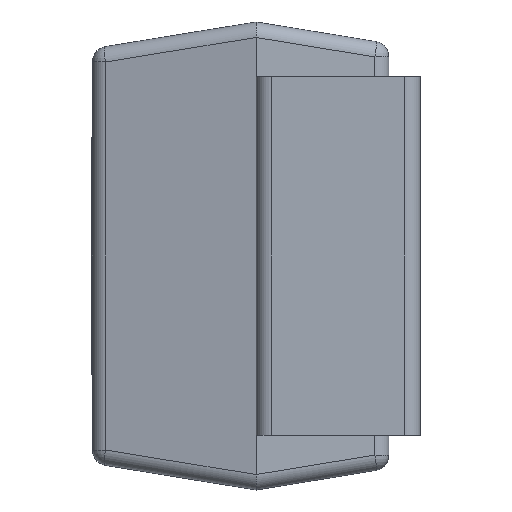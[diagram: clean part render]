
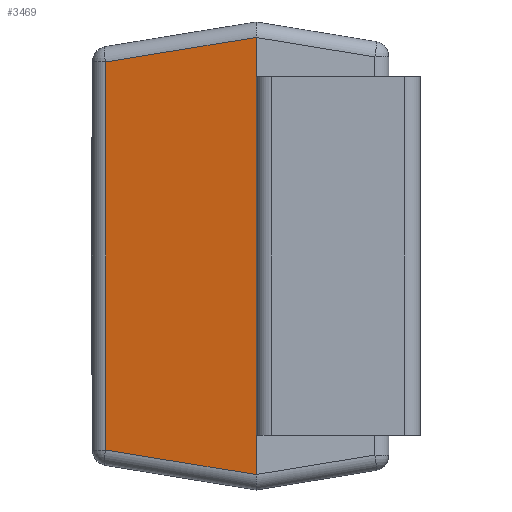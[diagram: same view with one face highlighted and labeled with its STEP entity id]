
A CAD part, left-side view. The second image highlights one B-rep face of the part: STEP entity #3469.
In plain terms, the highlighted planar face has unit normal (-0.987, 0.16, 0).
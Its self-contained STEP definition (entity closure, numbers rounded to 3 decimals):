
#92=ELLIPSE('',#3823,0.381,0.1);
#95=ELLIPSE('',#3871,0.381,0.1);
#211=PLANE('',#3874);
#346=LINE('',#4968,#676);
#348=LINE('',#4971,#678);
#369=LINE('',#5041,#699);
#377=LINE('',#5068,#707);
#676=VECTOR('',#4199,10.);
#678=VECTOR('',#4203,10.);
#699=VECTOR('',#4272,10.);
#707=VECTOR('',#4292,1000.);
#1062=FACE_OUTER_BOUND('',#1260,.T.);
#1260=EDGE_LOOP('',(#2529,#2530,#2531,#2532,#2533,#2534));
#1506=VERTEX_POINT('',#4901);
#1509=VERTEX_POINT('',#4907);
#1511=VERTEX_POINT('',#4921);
#1523=VERTEX_POINT('',#4963);
#1538=VERTEX_POINT('',#5040);
#1541=VERTEX_POINT('',#5059);
#1860=EDGE_CURVE('',#1509,#1506,#92,.T.);
#1880=EDGE_CURVE('',#1511,#1523,#346,.T.);
#1882=EDGE_CURVE('',#1523,#1509,#348,.T.);
#1914=EDGE_CURVE('',#1538,#1511,#369,.T.);
#1920=EDGE_CURVE('',#1541,#1538,#95,.T.);
#1924=EDGE_CURVE('',#1541,#1506,#377,.T.);
#2529=ORIENTED_EDGE('',*,*,#1860,.F.);
#2530=ORIENTED_EDGE('',*,*,#1882,.F.);
#2531=ORIENTED_EDGE('',*,*,#1880,.F.);
#2532=ORIENTED_EDGE('',*,*,#1914,.F.);
#2533=ORIENTED_EDGE('',*,*,#1920,.F.);
#2534=ORIENTED_EDGE('',*,*,#1924,.T.);
#3469=ADVANCED_FACE('',(#1062),#211,.T.);
#3823=AXIS2_PLACEMENT_3D('',#4918,#4152,#4153);
#3871=AXIS2_PLACEMENT_3D('',#5061,#4281,#4282);
#3874=AXIS2_PLACEMENT_3D('',#5067,#4290,#4291);
#4152=DIRECTION('center_axis',(0.987,-0.16,0.));
#4153=DIRECTION('ref_axis',(-0.158,-0.973,-0.166));
#4199=DIRECTION('',(0.,0.,1.));
#4203=DIRECTION('',(-0.158,-0.974,0.159));
#4272=DIRECTION('',(0.158,0.974,0.159));
#4281=DIRECTION('center_axis',(0.987,-0.16,0.));
#4282=DIRECTION('ref_axis',(-0.158,-0.973,0.166));
#4290=DIRECTION('center_axis',(-0.987,0.16,0.));
#4291=DIRECTION('ref_axis',(-0.16,-0.987,0.));
#4292=DIRECTION('',(0.,0.,1.));
#4901=CARTESIAN_POINT('',(0.,1.05,-0.1));
#4907=CARTESIAN_POINT('',(0.,1.05,-0.099));
#4918=CARTESIAN_POINT('Origin',(0.06,1.421,-0.041));
#4921=CARTESIAN_POINT('',(0.157,2.016,-2.744));
#4963=CARTESIAN_POINT('',(0.157,2.016,-0.256));
#4968=CARTESIAN_POINT('',(0.157,2.016,-1.5));
#4971=CARTESIAN_POINT('',(-0.127,0.27,0.029));
#5040=CARTESIAN_POINT('',(0.,1.05,-2.901));
#5041=CARTESIAN_POINT('',(-0.165,0.038,-3.066));
#5059=CARTESIAN_POINT('',(0.,1.05,-2.9));
#5061=CARTESIAN_POINT('Origin',(0.06,1.421,-2.959));
#5067=CARTESIAN_POINT('Origin',(-0.166,0.027,-3.));
#5068=CARTESIAN_POINT('',(0.,1.05,-3.));
